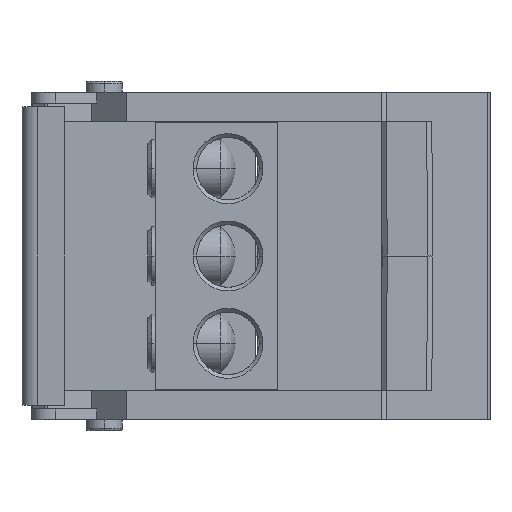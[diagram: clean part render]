
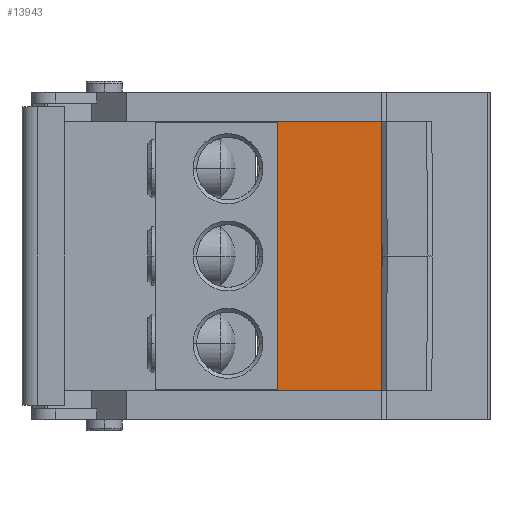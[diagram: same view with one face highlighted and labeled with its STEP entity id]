
A CAD part, left-side view. The second image highlights one B-rep face of the part: STEP entity #13943.
In plain terms, the highlighted planar face has unit normal (-1, 0, 0).
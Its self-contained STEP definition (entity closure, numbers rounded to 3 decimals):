
#262=DIRECTION('',(0.,1.,0.));
#263=VECTOR('',#262,14.3);
#264=CARTESIAN_POINT('',(6.9,14.9,13.5));
#265=LINE('',#264,#263);
#654=DIRECTION('',(0.,-1.,0.));
#655=VECTOR('',#654,14.3);
#656=CARTESIAN_POINT('',(6.9,29.2,-23.5));
#657=LINE('',#656,#655);
#3374=DIRECTION('',(0.,0.,-1.));
#3375=VECTOR('',#3374,37.);
#3376=CARTESIAN_POINT('',(6.9,14.9,13.5));
#3377=LINE('',#3376,#3375);
#3382=DIRECTION('',(0.,0.,-1.));
#3383=VECTOR('',#3382,37.);
#3384=CARTESIAN_POINT('',(6.9,29.2,13.5));
#3385=LINE('',#3384,#3383);
#6953=CARTESIAN_POINT('',(6.9,29.2,-23.5));
#6954=CARTESIAN_POINT('',(6.9,14.9,-23.5));
#6955=VERTEX_POINT('',#6953);
#6956=VERTEX_POINT('',#6954);
#7603=CARTESIAN_POINT('',(6.9,14.9,13.5));
#7604=CARTESIAN_POINT('',(6.9,29.2,13.5));
#7605=VERTEX_POINT('',#7603);
#7606=VERTEX_POINT('',#7604);
#13931=CARTESIAN_POINT('',(6.9,29.2,-5.));
#13932=DIRECTION('',(-1.,0.,0.));
#13933=DIRECTION('',(0.,-1.,0.));
#13934=AXIS2_PLACEMENT_3D('',#13931,#13932,#13933);
#13935=PLANE('',#13934);
#13937=ORIENTED_EDGE('',*,*,#13936,.F.);
#13938=ORIENTED_EDGE('',*,*,#8453,.F.);
#13939=ORIENTED_EDGE('',*,*,#13917,.T.);
#13940=ORIENTED_EDGE('',*,*,#9022,.F.);
#13941=EDGE_LOOP('',(#13937,#13938,#13939,#13940));
#13942=FACE_OUTER_BOUND('',#13941,.F.);
#13943=ADVANCED_FACE('',(#13942),#13935,.T.);
#8453=EDGE_CURVE('',#7605,#7606,#265,.T.);
#9022=EDGE_CURVE('',#6955,#6956,#657,.T.);
#13917=EDGE_CURVE('',#7605,#6956,#3377,.T.);
#13936=EDGE_CURVE('',#7606,#6955,#3385,.T.);
